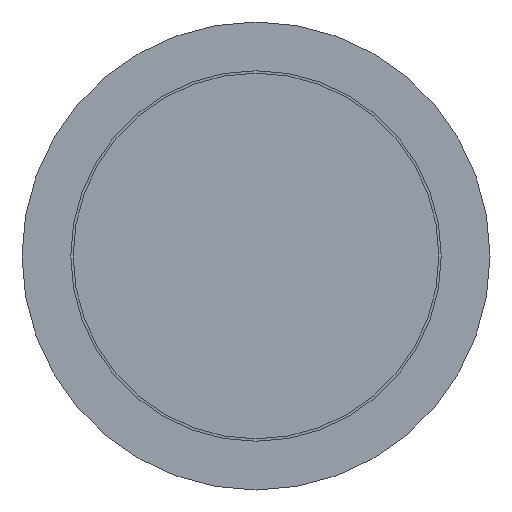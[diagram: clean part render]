
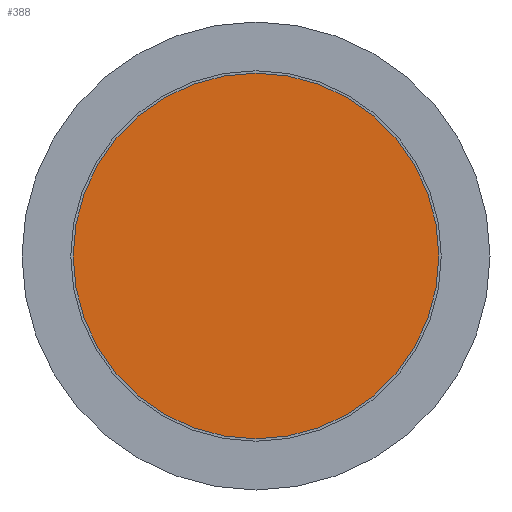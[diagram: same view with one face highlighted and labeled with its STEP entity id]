
A CAD part, front view. The second image highlights one B-rep face of the part: STEP entity #388.
In plain terms, the highlighted planar face has unit normal (0, -1, 0).
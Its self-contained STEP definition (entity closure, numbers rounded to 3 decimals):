
#17 = PLANE ( 'NONE',  #303 ) ;
#137 = ORIENTED_EDGE ( 'NONE', *, *, #172, .T. ) ;
#163 = DIRECTION ( 'NONE',  ( 0., 0., -1. ) ) ;
#172 = EDGE_CURVE ( 'NONE', #284, #284, #296, .T. ) ;
#189 = AXIS2_PLACEMENT_3D ( 'NONE', #456, #211, #163 ) ;
#211 = DIRECTION ( 'NONE',  ( 0., -1., 0. ) ) ;
#245 = CARTESIAN_POINT ( 'NONE',  ( 0., 0., -18.75 ) ) ;
#274 = DIRECTION ( 'NONE',  ( 0., 0., 1. ) ) ;
#284 = VERTEX_POINT ( 'NONE', #245 ) ;
#296 = CIRCLE ( 'NONE', #189, 18.75 ) ;
#303 = AXIS2_PLACEMENT_3D ( 'NONE', #356, #528, #274 ) ;
#356 = CARTESIAN_POINT ( 'NONE',  ( -18.75, 0., 0. ) ) ;
#388 = ADVANCED_FACE ( 'NONE', ( #397 ), #17, .F. ) ;
#397 = FACE_OUTER_BOUND ( 'NONE', #507, .T. ) ;
#456 = CARTESIAN_POINT ( 'NONE',  ( 0., 0., 0. ) ) ;
#507 = EDGE_LOOP ( 'NONE', ( #137 ) ) ;
#528 = DIRECTION ( 'NONE',  ( 0., 1., 0. ) ) ;
